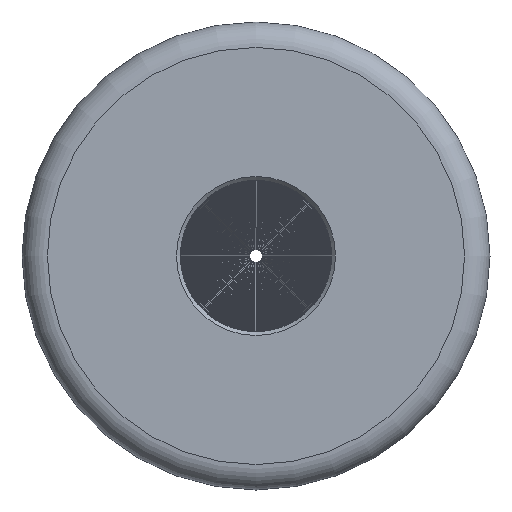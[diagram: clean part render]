
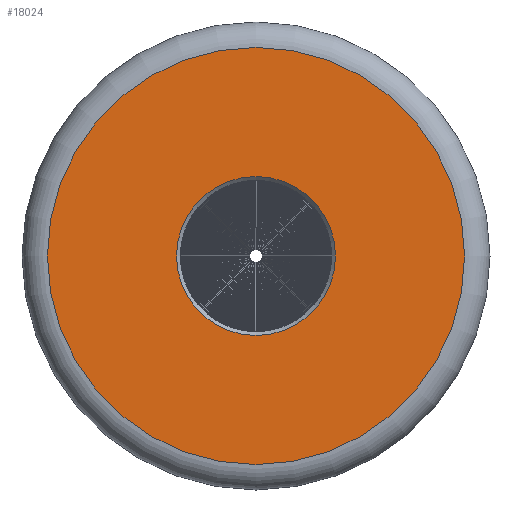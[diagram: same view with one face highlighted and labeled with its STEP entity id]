
A CAD part, left-side view. The second image highlights one B-rep face of the part: STEP entity #18024.
In plain terms, the highlighted planar face has unit normal (-1, 0, 0).
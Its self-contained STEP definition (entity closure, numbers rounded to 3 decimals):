
#3006=FACE_BOUND('',#4015,.T.);
#3009=PLANE('',#19051);
#3013=FACE_OUTER_BOUND('',#4014,.T.);
#4014=EDGE_LOOP('',(#12029,#12030));
#4015=EDGE_LOOP('',(#12031,#12032));
#5020=CIRCLE('',#19048,1.64);
#5021=CIRCLE('',#19049,1.64);
#5023=CIRCLE('',#19052,0.625);
#5024=CIRCLE('',#19053,0.625);
#7023=VERTEX_POINT('',#29062);
#7024=VERTEX_POINT('',#29064);
#7025=VERTEX_POINT('',#29069);
#7026=VERTEX_POINT('',#29070);
#9025=EDGE_CURVE('',#7023,#7024,#5020,.T.);
#9026=EDGE_CURVE('',#7024,#7023,#5021,.T.);
#9028=EDGE_CURVE('',#7025,#7026,#5023,.T.);
#9029=EDGE_CURVE('',#7026,#7025,#5024,.T.);
#12029=ORIENTED_EDGE('',*,*,#9026,.F.);
#12030=ORIENTED_EDGE('',*,*,#9025,.F.);
#12031=ORIENTED_EDGE('',*,*,#9028,.T.);
#12032=ORIENTED_EDGE('',*,*,#9029,.T.);
#18024=ADVANCED_FACE('',(#3013,#3006),#3009,.T.);
#19048=AXIS2_PLACEMENT_3D('',#29065,#22058,#22059);
#19049=AXIS2_PLACEMENT_3D('',#29066,#22060,#22061);
#19051=AXIS2_PLACEMENT_3D('',#29068,#22064,#22065);
#19052=AXIS2_PLACEMENT_3D('',#29071,#22066,#22067);
#19053=AXIS2_PLACEMENT_3D('',#29072,#22068,#22069);
#22058=DIRECTION('center_axis',(1.,0.,0.));
#22059=DIRECTION('ref_axis',(0.,-1.,0.));
#22060=DIRECTION('center_axis',(1.,0.,0.));
#22061=DIRECTION('ref_axis',(0.,-1.,0.));
#22064=DIRECTION('center_axis',(-1.,0.,0.));
#22065=DIRECTION('ref_axis',(0.,0.,1.));
#22066=DIRECTION('center_axis',(1.,0.,0.));
#22067=DIRECTION('ref_axis',(0.,1.,0.));
#22068=DIRECTION('center_axis',(1.,0.,0.));
#22069=DIRECTION('ref_axis',(0.,1.,0.));
#29062=CARTESIAN_POINT('',(0.,0.,1.64));
#29064=CARTESIAN_POINT('',(0.,1.64,0.));
#29065=CARTESIAN_POINT('Origin',(0.,0.,0.));
#29066=CARTESIAN_POINT('Origin',(0.,0.,0.));
#29068=CARTESIAN_POINT('Origin',(0.,1.84,0.));
#29069=CARTESIAN_POINT('',(0.,0.625,0.));
#29070=CARTESIAN_POINT('',(0.,-0.625,0.));
#29071=CARTESIAN_POINT('Origin',(0.,0.,0.));
#29072=CARTESIAN_POINT('Origin',(0.,0.,0.));
